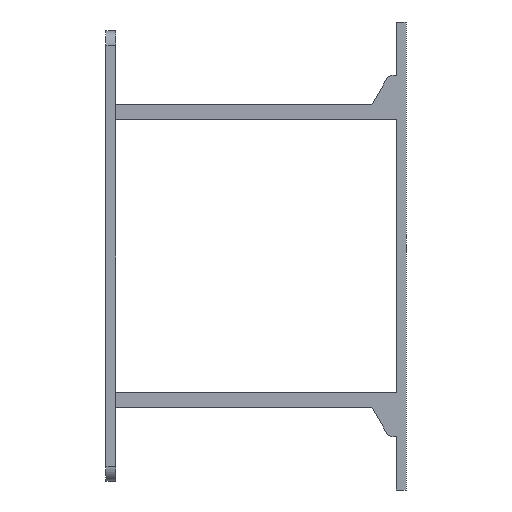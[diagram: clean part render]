
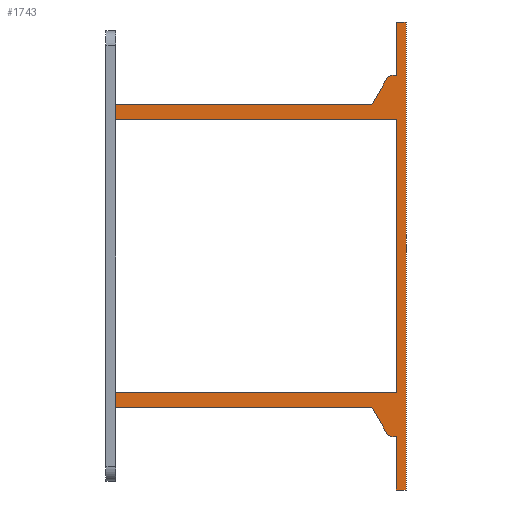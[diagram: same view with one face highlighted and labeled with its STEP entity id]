
A CAD part, left-side view. The second image highlights one B-rep face of the part: STEP entity #1743.
In plain terms, the highlighted planar face has unit normal (-1, 0, 0).
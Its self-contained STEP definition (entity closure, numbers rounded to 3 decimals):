
#37 = AXIS2_PLACEMENT_3D ( 'NONE', #584, #586, #582 ) ;
#66 = AXIS2_PLACEMENT_3D ( 'NONE', #380, #379, #378 ) ;
#75 = AXIS2_PLACEMENT_3D ( 'NONE', #665, #664, #658 ) ;
#101 = LINE ( 'NONE', #727, #562 ) ;
#102 = LINE ( 'NONE', #723, #155 ) ;
#106 = LINE ( 'NONE', #899, #138 ) ;
#112 = LINE ( 'NONE', #850, #115 ) ;
#115 = VECTOR ( 'NONE', #848, 1000. ) ;
#127 = VECTOR ( 'NONE', #840, 1000. ) ;
#137 = LINE ( 'NONE', #842, #127 ) ;
#138 = VECTOR ( 'NONE', #1197, 1000. ) ;
#148 = VECTOR ( 'NONE', #748, 1000. ) ;
#153 = LINE ( 'NONE', #750, #148 ) ;
#155 = VECTOR ( 'NONE', #721, 1000. ) ;
#287 = DIRECTION ( 'NONE',  ( 0., -0.5, 0.866 ) ) ;
#288 = CARTESIAN_POINT ( 'NONE',  ( -662., -539.959, 307.2 ) ) ;
#378 = DIRECTION ( 'NONE',  ( 0., 0., 1. ) ) ;
#379 = DIRECTION ( 'NONE',  ( -1., 0., 0. ) ) ;
#380 = CARTESIAN_POINT ( 'NONE',  ( -662., -583.26, 352.2 ) ) ;
#418 = CARTESIAN_POINT ( 'NONE',  ( -662., -20., -427.2 ) ) ;
#425 = DIRECTION ( 'NONE',  ( 0., 0., 1. ) ) ;
#430 = VECTOR ( 'NONE', #865, 1000. ) ;
#432 = VECTOR ( 'NONE', #863, 1000. ) ;
#433 = LINE ( 'NONE', #866, #463 ) ;
#435 = VECTOR ( 'NONE', #920, 1000. ) ;
#437 = LINE ( 'NONE', #871, #435 ) ;
#444 = LINE ( 'NONE', #868, #430 ) ;
#457 = LINE ( 'NONE', #875, #432 ) ;
#463 = VECTOR ( 'NONE', #918, 1000. ) ;
#527 = VECTOR ( 'NONE', #718, 1000. ) ;
#528 = LINE ( 'NONE', #729, #527 ) ;
#534 = VECTOR ( 'NONE', #715, 1000. ) ;
#538 = LINE ( 'NONE', #722, #534 ) ;
#551 = CIRCLE ( 'NONE', #75, 15. ) ;
#562 = VECTOR ( 'NONE', #720, 1000. ) ;
#582 = DIRECTION ( 'NONE',  ( 0., 0., -1. ) ) ;
#583 = PLANE ( 'NONE',  #37 ) ;
#584 = CARTESIAN_POINT ( 'NONE',  ( -662., -609.6, 307.2 ) ) ;
#586 = DIRECTION ( 'NONE',  ( -1., 0., 0. ) ) ;
#588 = CARTESIAN_POINT ( 'NONE',  ( -662., 0., 307.2 ) ) ;
#598 = DIRECTION ( 'NONE',  ( 0., 0., 1. ) ) ;
#600 = CARTESIAN_POINT ( 'NONE',  ( -662., -20., -427.2 ) ) ;
#632 = DIRECTION ( 'NONE',  ( 0., -1., 0. ) ) ;
#658 = DIRECTION ( 'NONE',  ( 0., 0., 1. ) ) ;
#664 = DIRECTION ( 'NONE',  ( -1., 0., 0. ) ) ;
#665 = CARTESIAN_POINT ( 'NONE',  ( -662., -583.26, -352.2 ) ) ;
#715 = DIRECTION ( 'NONE',  ( 0., 0., 1. ) ) ;
#718 = DIRECTION ( 'NONE',  ( 0., -1., 0. ) ) ;
#720 = DIRECTION ( 'NONE',  ( 0., -1., 0. ) ) ;
#721 = DIRECTION ( 'NONE',  ( 0., 1., 0. ) ) ;
#722 = CARTESIAN_POINT ( 'NONE',  ( -662., -589.6, 475. ) ) ;
#723 = CARTESIAN_POINT ( 'NONE',  ( -662., -589.6, -475. ) ) ;
#727 = CARTESIAN_POINT ( 'NONE',  ( -662., -589.6, 367.2 ) ) ;
#729 = CARTESIAN_POINT ( 'NONE',  ( -662., -589.6, 475. ) ) ;
#748 = DIRECTION ( 'NONE',  ( 0., 1., 0. ) ) ;
#750 = CARTESIAN_POINT ( 'NONE',  ( -662., -574.6, -367.2 ) ) ;
#763 = VECTOR ( 'NONE', #632, 1000. ) ;
#769 = LINE ( 'NONE', #588, #763 ) ;
#777 = LINE ( 'NONE', #418, #787 ) ;
#787 = VECTOR ( 'NONE', #425, 1000. ) ;
#788 = VECTOR ( 'NONE', #598, 1000. ) ;
#800 = LINE ( 'NONE', #600, #788 ) ;
#811 = FACE_OUTER_BOUND ( 'NONE', #1355, .T. ) ;
#840 = DIRECTION ( 'NONE',  ( 0., 1., 0. ) ) ;
#842 = CARTESIAN_POINT ( 'NONE',  ( -662., 0., 277.2 ) ) ;
#848 = DIRECTION ( 'NONE',  ( 0., 1., 0. ) ) ;
#850 = CARTESIAN_POINT ( 'NONE',  ( -662., 0., -307.2 ) ) ;
#863 = DIRECTION ( 'NONE',  ( 0., 0., -1. ) ) ;
#865 = DIRECTION ( 'NONE',  ( 0., 0., 1. ) ) ;
#866 = CARTESIAN_POINT ( 'NONE',  ( -662., -539.959, -307.2 ) ) ;
#868 = CARTESIAN_POINT ( 'NONE',  ( -662., -589.6, 277.2 ) ) ;
#871 = CARTESIAN_POINT ( 'NONE',  ( -662., -589.6, -367.2 ) ) ;
#875 = CARTESIAN_POINT ( 'NONE',  ( -662., -609.6, 475. ) ) ;
#899 = CARTESIAN_POINT ( 'NONE',  ( -662., 0., -277.2 ) ) ;
#918 = DIRECTION ( 'NONE',  ( 0., 0.5, 0.866 ) ) ;
#920 = DIRECTION ( 'NONE',  ( 0., 0., 1. ) ) ;
#925 = CARTESIAN_POINT ( 'NONE',  ( -662., -539.959, 307.2 ) ) ;
#928 = CARTESIAN_POINT ( 'NONE',  ( -662., -589.6, 277.2 ) ) ;
#932 = CARTESIAN_POINT ( 'NONE',  ( -662., -589.6, -367.2 ) ) ;
#934 = CARTESIAN_POINT ( 'NONE',  ( -662., -539.959, -307.2 ) ) ;
#935 = CARTESIAN_POINT ( 'NONE',  ( -662., -609.6, 475. ) ) ;
#936 = CARTESIAN_POINT ( 'NONE',  ( -662., -609.6, -475. ) ) ;
#943 = CARTESIAN_POINT ( 'NONE',  ( -662., -570.27, -359.7 ) ) ;
#955 = CARTESIAN_POINT ( 'NONE',  ( -662., -570.27, 359.7 ) ) ;
#978 = VERTEX_POINT ( 'NONE', #943 ) ;
#979 = VERTEX_POINT ( 'NONE', #932 ) ;
#982 = VERTEX_POINT ( 'NONE', #935 ) ;
#989 = VERTEX_POINT ( 'NONE', #936 ) ;
#991 = VERTEX_POINT ( 'NONE', #955 ) ;
#994 = VERTEX_POINT ( 'NONE', #934 ) ;
#1006 = VERTEX_POINT ( 'NONE', #928 ) ;
#1010 = VERTEX_POINT ( 'NONE', #925 ) ;
#1022 = VERTEX_POINT ( 'NONE', #1172 ) ;
#1038 = VERTEX_POINT ( 'NONE', #1562 ) ;
#1046 = VERTEX_POINT ( 'NONE', #1557 ) ;
#1052 = VERTEX_POINT ( 'NONE', #1549 ) ;
#1053 = VERTEX_POINT ( 'NONE', #1552 ) ;
#1055 = VERTEX_POINT ( 'NONE', #1548 ) ;
#1057 = VERTEX_POINT ( 'NONE', #1550 ) ;
#1068 = VERTEX_POINT ( 'NONE', #1572 ) ;
#1172 = CARTESIAN_POINT ( 'NONE',  ( -662., -20., -277.2 ) ) ;
#1197 = DIRECTION ( 'NONE',  ( 0., -1., 0. ) ) ;
#1344 = VERTEX_POINT ( 'NONE', #1568 ) ;
#1355 = EDGE_LOOP ( 'NONE', ( #1439, #1440, #1443, #1441, #1442, #1444, #1447, #1468, #1465, #1463, #1451, #1467, #1454, #1452, #1453, #1459, #1461, #1455 ) ) ;
#1362 = VERTEX_POINT ( 'NONE', #1544 ) ;
#1439 = ORIENTED_EDGE ( 'NONE', *, *, #1814, .F. ) ;
#1440 = ORIENTED_EDGE ( 'NONE', *, *, #1871, .T. ) ;
#1441 = ORIENTED_EDGE ( 'NONE', *, *, #1813, .F. ) ;
#1442 = ORIENTED_EDGE ( 'NONE', *, *, #1856, .F. ) ;
#1443 = ORIENTED_EDGE ( 'NONE', *, *, #1848, .F. ) ;
#1444 = ORIENTED_EDGE ( 'NONE', *, *, #1812, .F. ) ;
#1447 = ORIENTED_EDGE ( 'NONE', *, *, #1858, .F. ) ;
#1451 = ORIENTED_EDGE ( 'NONE', *, *, #1940, .F. ) ;
#1452 = ORIENTED_EDGE ( 'NONE', *, *, #1839, .F. ) ;
#1453 = ORIENTED_EDGE ( 'NONE', *, *, #1811, .F. ) ;
#1454 = ORIENTED_EDGE ( 'NONE', *, *, #1906, .F. ) ;
#1455 = ORIENTED_EDGE ( 'NONE', *, *, #1833, .F. ) ;
#1459 = ORIENTED_EDGE ( 'NONE', *, *, #1837, .F. ) ;
#1461 = ORIENTED_EDGE ( 'NONE', *, *, #1914, .F. ) ;
#1463 = ORIENTED_EDGE ( 'NONE', *, *, #1932, .T. ) ;
#1465 = ORIENTED_EDGE ( 'NONE', *, *, #1857, .F. ) ;
#1467 = ORIENTED_EDGE ( 'NONE', *, *, #1904, .F. ) ;
#1468 = ORIENTED_EDGE ( 'NONE', *, *, #1859, .F. ) ;
#1544 = CARTESIAN_POINT ( 'NONE',  ( -662., -20., 277.2 ) ) ;
#1548 = CARTESIAN_POINT ( 'NONE',  ( -662., -583.26, -367.2 ) ) ;
#1549 = CARTESIAN_POINT ( 'NONE',  ( -662., -589.6, 367.2 ) ) ;
#1550 = CARTESIAN_POINT ( 'NONE',  ( -662., -589.6, -277.2 ) ) ;
#1552 = CARTESIAN_POINT ( 'NONE',  ( -662., -589.6, 475. ) ) ;
#1557 = CARTESIAN_POINT ( 'NONE',  ( -662., -583.26, 367.2 ) ) ;
#1562 = CARTESIAN_POINT ( 'NONE',  ( -662., -20., -307.2 ) ) ;
#1568 = CARTESIAN_POINT ( 'NONE',  ( -662., -20., 307.2 ) ) ;
#1572 = CARTESIAN_POINT ( 'NONE',  ( -662., -589.6, -475. ) ) ;
#1743 = ADVANCED_FACE ( 'NONE', ( #811 ), #583, .T. ) ;
#1764 = CIRCLE ( 'NONE', #66, 15. ) ;
#1775 = LINE ( 'NONE', #288, #1779 ) ;
#1779 = VECTOR ( 'NONE', #287, 1000. ) ;
#1811 = EDGE_CURVE ( 'NONE', #1057, #1006, #444, .T. ) ;
#1812 = EDGE_CURVE ( 'NONE', #982, #989, #457, .T. ) ;
#1813 = EDGE_CURVE ( 'NONE', #1068, #979, #437, .T. ) ;
#1814 = EDGE_CURVE ( 'NONE', #978, #994, #433, .T. ) ;
#1833 = EDGE_CURVE ( 'NONE', #994, #1038, #112, .T. ) ;
#1837 = EDGE_CURVE ( 'NONE', #1022, #1057, #106, .T. ) ;
#1839 = EDGE_CURVE ( 'NONE', #1006, #1362, #137, .T. ) ;
#1848 = EDGE_CURVE ( 'NONE', #979, #1055, #153, .T. ) ;
#1856 = EDGE_CURVE ( 'NONE', #989, #1068, #102, .T. ) ;
#1857 = EDGE_CURVE ( 'NONE', #1046, #1052, #101, .T. ) ;
#1858 = EDGE_CURVE ( 'NONE', #1053, #982, #528, .T. ) ;
#1859 = EDGE_CURVE ( 'NONE', #1052, #1053, #538, .T. ) ;
#1871 = EDGE_CURVE ( 'NONE', #978, #1055, #551, .T. ) ;
#1904 = EDGE_CURVE ( 'NONE', #1344, #1010, #769, .T. ) ;
#1906 = EDGE_CURVE ( 'NONE', #1362, #1344, #800, .T. ) ;
#1914 = EDGE_CURVE ( 'NONE', #1038, #1022, #777, .T. ) ;
#1932 = EDGE_CURVE ( 'NONE', #1046, #991, #1764, .T. ) ;
#1940 = EDGE_CURVE ( 'NONE', #1010, #991, #1775, .T. ) ;
